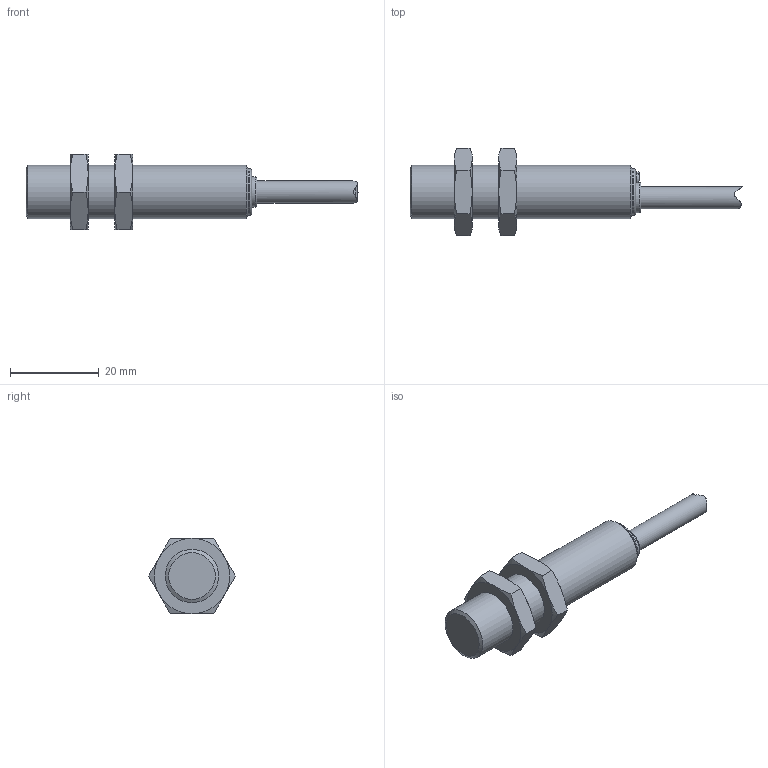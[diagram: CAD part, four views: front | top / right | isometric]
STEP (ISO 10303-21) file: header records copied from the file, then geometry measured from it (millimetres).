
FILE_DESCRIPTION(('FreeCAD Model'),'2;1');
FILE_NAME('LCS1-1206X-X3UX-AMS.stp','2020-05-05T17:39:31',( 'Author'),(''),'Open CASCADE STEP processor 7.3','FreeCAD','Unknown' );
FILE_SCHEMA(('AUTOMOTIVE_DESIGN { 1 0 10303 214 1 1 1 1 }'));
Length unit declared in the file: millimetre
Products named in the file (1): LCS1-1206X-X3UX
Bounding box: 74.76 x 19.63 x 17 mm (x, y, z)
Volume: 7269.7 mm3; surface area: 3171.2 mm2
Topology: 1 solids, 1 shells, 76 faces, 163 edges, 95 vertices
Faces by surface type: cone 31, plane 31, cylinder 12, torus 2
Full cylindrical faces by diameter (mm): 5 x1, 10.5 x1, 12 x3
Entity records: 6971 total; most frequent: CARTESIAN_POINT 3445, DIRECTION 463, ORIENTED_EDGE 326, PCURVE 326, DEFINITIONAL_REPRESENTATION 326, B_SPLINE_CURVE_WITH_KNOTS 210, LINE 184, VECTOR 184
